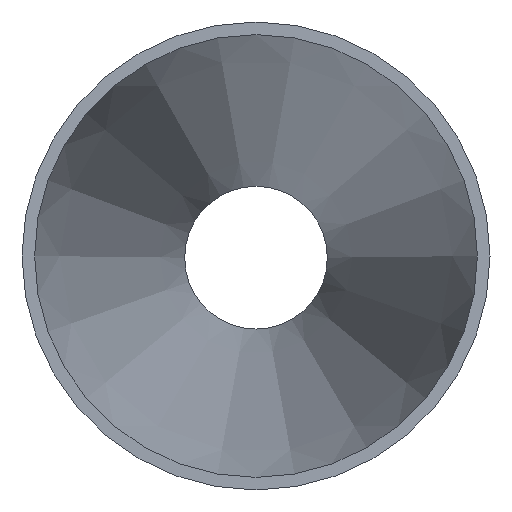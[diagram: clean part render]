
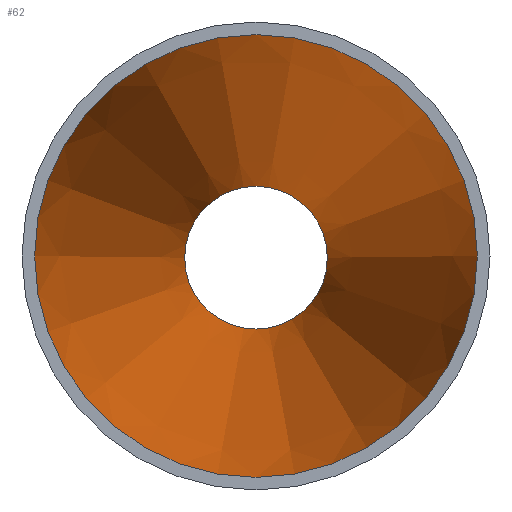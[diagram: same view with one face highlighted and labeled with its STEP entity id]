
A CAD part, top view. The second image highlights one B-rep face of the part: STEP entity #62.
In plain terms, the highlighted conical face has half-angle 8.931 degrees and reference radius 16 mm.
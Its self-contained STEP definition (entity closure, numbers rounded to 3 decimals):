
#15=LINE('',#104,#17);
#17=VECTOR('',#87,16.);
#19=CONICAL_SURFACE('',#70,16.,0.156);
#24=FACE_OUTER_BOUND('',#29,.T.);
#29=EDGE_LOOP('',(#49,#50,#51,#52));
#34=CIRCLE('',#69,5.157);
#35=CIRCLE('',#71,16.);
#38=VERTEX_POINT('',#99);
#39=VERTEX_POINT('',#102);
#42=EDGE_CURVE('',#38,#38,#34,.T.);
#43=EDGE_CURVE('',#39,#39,#35,.T.);
#44=EDGE_CURVE('',#39,#38,#15,.T.);
#49=ORIENTED_EDGE('',*,*,#43,.F.);
#50=ORIENTED_EDGE('',*,*,#44,.T.);
#51=ORIENTED_EDGE('',*,*,#42,.T.);
#52=ORIENTED_EDGE('',*,*,#44,.F.);
#62=ADVANCED_FACE('',(#24),#19,.F.);
#69=AXIS2_PLACEMENT_3D('',#100,#81,#82);
#70=AXIS2_PLACEMENT_3D('',#101,#83,#84);
#71=AXIS2_PLACEMENT_3D('',#103,#85,#86);
#81=DIRECTION('center_axis',(0.,0.,-1.));
#82=DIRECTION('ref_axis',(1.,0.,0.));
#83=DIRECTION('center_axis',(0.,0.,1.));
#84=DIRECTION('ref_axis',(1.,0.,0.));
#85=DIRECTION('center_axis',(0.,0.,-1.));
#86=DIRECTION('ref_axis',(1.,0.,0.));
#87=DIRECTION('',(0.155,0.,-0.988));
#99=CARTESIAN_POINT('',(-5.157,0.,1.));
#100=CARTESIAN_POINT('Origin',(0.,0.,1.));
#101=CARTESIAN_POINT('Origin',(0.,0.,70.));
#102=CARTESIAN_POINT('',(-16.,0.,70.));
#103=CARTESIAN_POINT('Origin',(0.,0.,70.));
#104=CARTESIAN_POINT('',(-16.,0.,70.));
